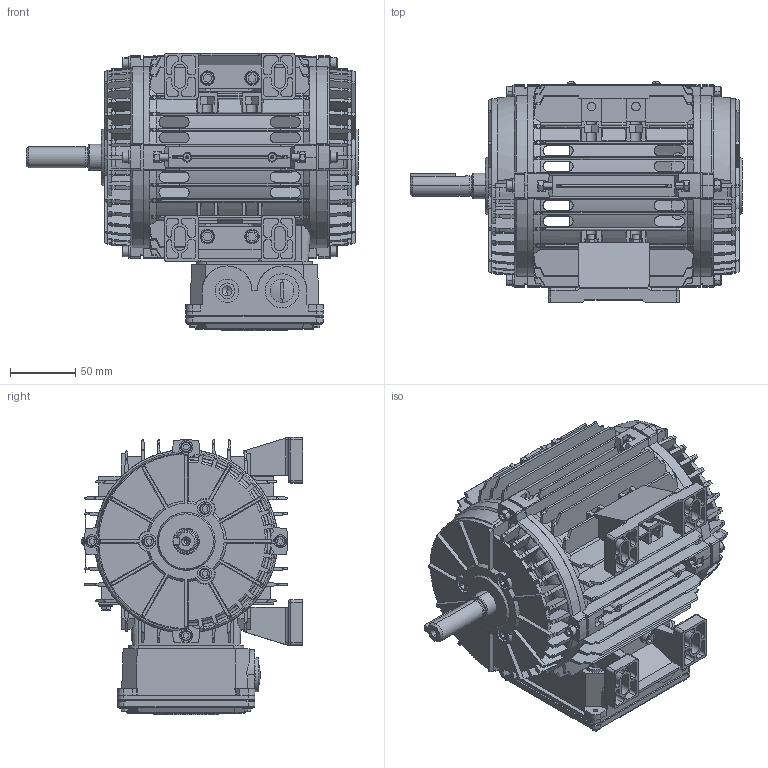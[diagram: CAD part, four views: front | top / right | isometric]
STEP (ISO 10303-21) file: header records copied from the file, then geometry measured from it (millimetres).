
FILE_DESCRIPTION (( 'STEP AP203' ), '1' );
FILE_NAME ('TDA56軞蚾芞ぱ籵裔.STEP', '2022-02-14T07:36:26', ( 'PC' ), ( 'Microsoft' ), 'SwSTEP 2.0', 'SolidWorks 2016', '' );
FILE_SCHEMA (( 'CONFIG_CONTROL_DESIGN' ));
Length unit declared in the file: millimetre
Products named in the file (33): 机壳接地齿形垫片Φ4; 坶ヶ綴裔M5X30; 0.5-14NPT出线螺塞; MS80-100方型接线盒盖密封垫; 波形垫圈D47(6204); 菁褐粟銅菜え朴6; 80霧齪; MS80-100陔諉盄碟裔; TDA-204粣創揤啣; 菁褐踡嘐蹟譫M6; 霧齪M3X4; MS80-100源倰諉盄裔; NEMA56-80菁褐; ヶ綴裔喘倛菜え朴5; TDA56蛌粣; MS80-100諉盄碟躇猾菜; 坶菁褐M6X15; ヶ綴裔蹟譫M5; 80粣創6204; 坶諉盄碟釱M4X10; TDA80絳瑞攫; 坶粣創揤啣M5X25; TDA80綴傷裔; 接线盒座接地齿形垫片Φ5; TDA56軞蚾芞ぱ籵裔; 80す瑩B; TDA80ヶ傷裔; 諉盄碟諉華蹟隊M5X8; TDA56-80陔儂褲; 儂褲諉華蹟隊M4X6; 坶綴裔M5X20; 諉盄碟裔蹟隊M4X12; 坶菁褐M6X20
Assembly tree (69 placements, depth 2):
  TDA56軞蚾芞ぱ籵裔
    TDA56-80陔儂褲
    坶菁褐M6X20  x2
    MS80-100方型接线盒盖密封垫
    MS80-100陔諉盄碟裔
    MS80-100源倰諉盄裔
    MS80-100諉盄碟躇猾菜
    坶諉盄碟釱M4X10  x4
    接线盒座接地齿形垫片Φ5
    諉盄碟諉華蹟隊M5X8
    諉盄碟裔蹟隊M4X12  x4
    0.5-14NPT出线螺塞
    80霧齪
    霧齪M3X4  x2
    TDA56蛌粣
    80粣創6204  x2
    TDA80綴傷裔
    TDA80ヶ傷裔
    坶綴裔M5X20
    坶ヶ綴裔M5X30  x7
    菁褐粟銅菜え朴6  x4
    菁褐踡嘐蹟譫M6  x2
    ヶ綴裔喘倛菜え朴5  x8
    ヶ綴裔蹟譫M5  x7
    坶粣創揤啣M5X25  x3
    80す瑩B
    儂褲諉華蹟隊M4X6
    机壳接地齿形垫片Φ4
    波形垫圈D47(6204)
    TDA-204粣創揤啣
    NEMA56-80菁褐  x2
    坶菁褐M6X15  x2
    TDA80絳瑞攫  x2
Bounding box: 253.57 x 168.98 x 212 mm (x, y, z)
Volume: 883420.1 mm3; surface area: 613629.7 mm2
Topology: 69 solids, 70 shells, 3830 faces, 10109 edges, 6467 vertices
Faces by surface type: plane 1894, cylinder 1363, cone 371, torus 166, bspline 24, sphere 12
Entity records: 109015 total; most frequent: CARTESIAN_POINT 26586, ORIENTED_EDGE 16714, DIRECTION 15901, EDGE_CURVE 8357, AXIS2_PLACEMENT_3D 5620, VERTEX_POINT 5382, LINE 4661, VECTOR 4661
